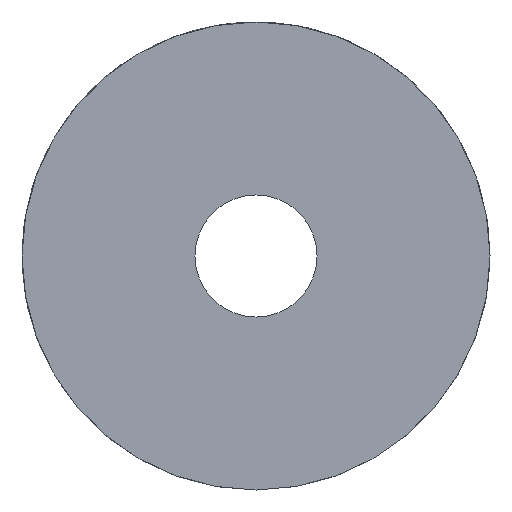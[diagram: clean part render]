
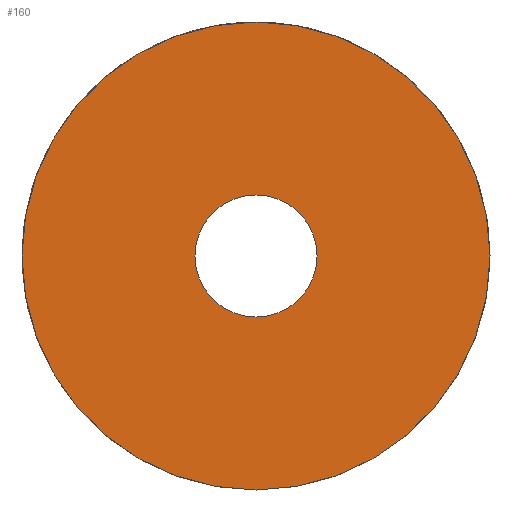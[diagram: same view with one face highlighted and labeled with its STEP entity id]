
A CAD part, left-side view. The second image highlights one B-rep face of the part: STEP entity #160.
In plain terms, the highlighted planar face has unit normal (-1, 0, 0).
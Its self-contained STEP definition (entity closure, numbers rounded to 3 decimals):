
#160 = ADVANCED_FACE( '', ( #338, #339 ), #340, .F. );
#338 = FACE_OUTER_BOUND( '', #529, .T. );
#339 = FACE_BOUND( '', #530, .T. );
#340 = PLANE( '', #531 );
#529 = EDGE_LOOP( '', ( #882 ) );
#530 = EDGE_LOOP( '', ( #883 ) );
#531 = AXIS2_PLACEMENT_3D( '', #884, #885, #886 );
#882 = ORIENTED_EDGE( '', *, *, #1104, .F. );
#883 = ORIENTED_EDGE( '', *, *, #1163, .T. );
#884 = CARTESIAN_POINT( '', ( 0., 0., 0. ) );
#885 = DIRECTION( '', ( 1., 0., 0. ) );
#886 = DIRECTION( '', ( 0., 0., -1. ) );
#1104 = EDGE_CURVE( '', #1307, #1307, #1308, .T. );
#1163 = EDGE_CURVE( '', #1379, #1379, #1380, .T. );
#1307 = VERTEX_POINT( '', #1538 );
#1308 = CIRCLE( '', #1539, 11.5 );
#1379 = VERTEX_POINT( '', #1621 );
#1380 = CIRCLE( '', #1622, 3. );
#1538 = CARTESIAN_POINT( '', ( 0., 0., -11.5 ) );
#1539 = AXIS2_PLACEMENT_3D( '', #1802, #1803, #1804 );
#1621 = CARTESIAN_POINT( '', ( 0., 0., -3. ) );
#1622 = AXIS2_PLACEMENT_3D( '', #1888, #1889, #1890 );
#1802 = CARTESIAN_POINT( '', ( 0., 0., 0. ) );
#1803 = DIRECTION( '', ( 1., 0., 0. ) );
#1804 = DIRECTION( '', ( 0., 0., -1. ) );
#1888 = CARTESIAN_POINT( '', ( 0., 0., 0. ) );
#1889 = DIRECTION( '', ( 1., 0., 0. ) );
#1890 = DIRECTION( '', ( 0., 0., -1. ) );
